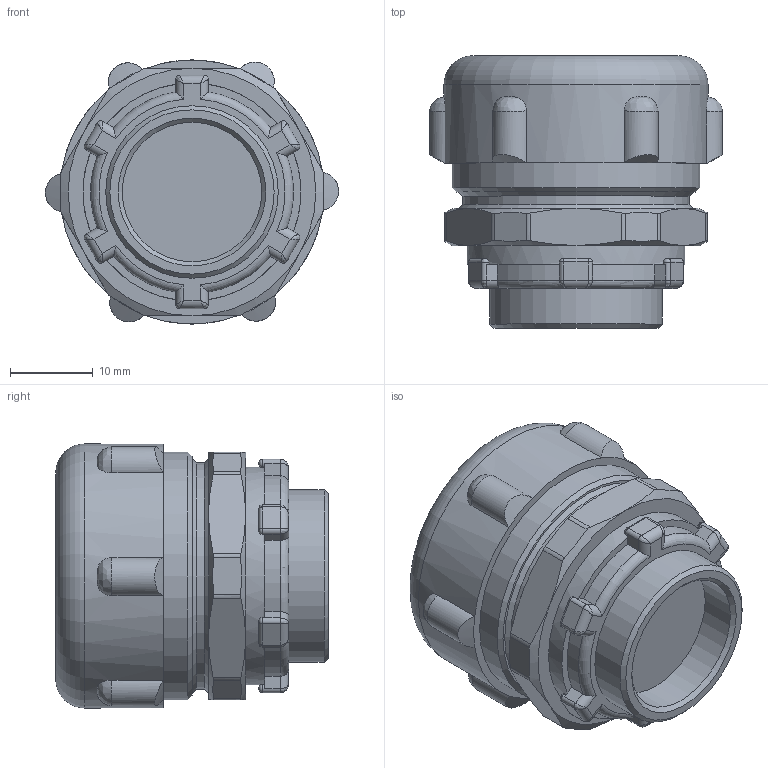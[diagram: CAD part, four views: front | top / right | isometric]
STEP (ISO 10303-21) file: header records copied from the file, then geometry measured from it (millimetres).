
FILE_DESCRIPTION(/* description */ (''),/* implementation_level */ '2;1');
FILE_NAME(/* name */ '',/* time_stamp */ '2023-08-15T16:31:15+07:00',/* author */ ('zeta-09'),/* organization */ (''),/* preprocessor_version */ 'ST-DEVELOPER v19.2',/* originating_system */ 'Autodesk Inventor 2024',/* authorisation */ '');
FILE_SCHEMA (('AUTOMOTIVE_DESIGN { 1 0 10303 214 3 1 1 }'));
Length unit declared in the file: millimetre
Products named in the file (1): Деталь5
Bounding box: 35.5 x 33 x 32 mm (x, y, z)
Volume: 20479.2 mm3; surface area: 5126.5 mm2
Topology: 1 solids, 1 shells, 208 faces, 513 edges, 302 vertices
Faces by surface type: plane 75, cylinder 73, bspline 30, cone 23, torus 7
Full cylindrical faces by diameter (mm): 16.9 x1, 20.9 x1, 23.5 x1, 26.4 x1, 27.4 x1, 30 x1, 32 x1
Entity records: 7806 total; most frequent: CARTESIAN_POINT 2898, ORIENTED_EDGE 1002, DIRECTION 946, EDGE_CURVE 501, AXIS2_PLACEMENT_3D 368, VERTEX_POINT 302, EDGE_LOOP 215, LINE 210
